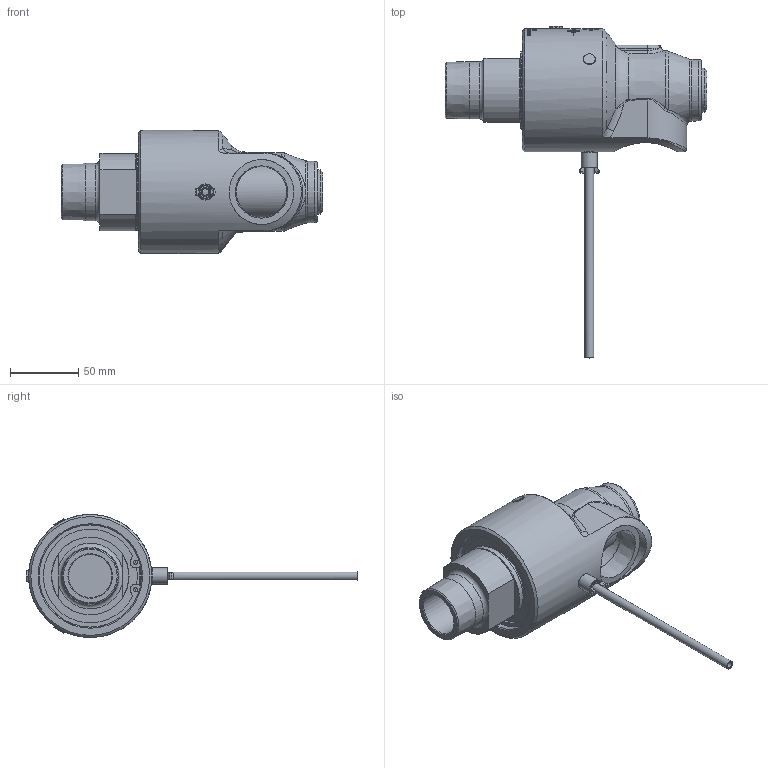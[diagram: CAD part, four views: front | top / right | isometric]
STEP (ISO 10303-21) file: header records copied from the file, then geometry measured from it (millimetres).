
FILE_DESCRIPTION(/* description */ ('Interface Control Model'),/* implementation_level */ '2;1');
FILE_NAME(/* name */ '527-151-001-IC.stp',/* time_stamp */ '2022-04-20T08:07:09-05:00',/* author */ ('msvetlecich'),/* organization */ (''),/* preprocessor_version */ 'ST-DEVELOPER v18.1',/* originating_system */ 'Autodesk Inventor 2022',/* authorisation */ '');
FILE_SCHEMA (('AUTOMOTIVE_DESIGN { 1 0 10303 214 3 1 1 }'));
Length unit declared in the file: millimetre
Products named in the file (1): 527-151-001-IC
Bounding box: 192.43 x 243.86 x 90.5 mm (x, y, z)
Volume: 594895.6 mm3; surface area: 86867.8 mm2
Topology: 2 solids, 8 shells, 1666 faces, 4458 edges, 2958 vertices
Faces by surface type: bspline 734, plane 657, cylinder 208, cone 47, torus 20
Full cylindrical faces by diameter (mm): 3 x3, 3.12 x2, 4.75 x1, 5.54 x1, 6.325 x1, 6.35 x2, 6.48 x2, 8.5 x6, 8.53 x3, 8.6 x7, 8.9 x1, 8.99 x1, 9.27 x1, 9.31 x2, 10 x1, 10.11 x1, 11.89 x1, 31.8 x1, 37.313 x1, 39.75 x1, 42.16 x1, 44.4 x1, 47.6 x1, 50.05 x1, 53.5 x1, 56.742 x1, 57 x1, 69 x1, 75.08 x1, 90.5 x1
Entity records: 69430 total; most frequent: CARTESIAN_POINT 31504, ORIENTED_EDGE 8908, DIRECTION 5776, EDGE_CURVE 4454, VERTEX_POINT 2958, AXIS2_PLACEMENT_3D 1939, LINE 1898, VECTOR 1898
